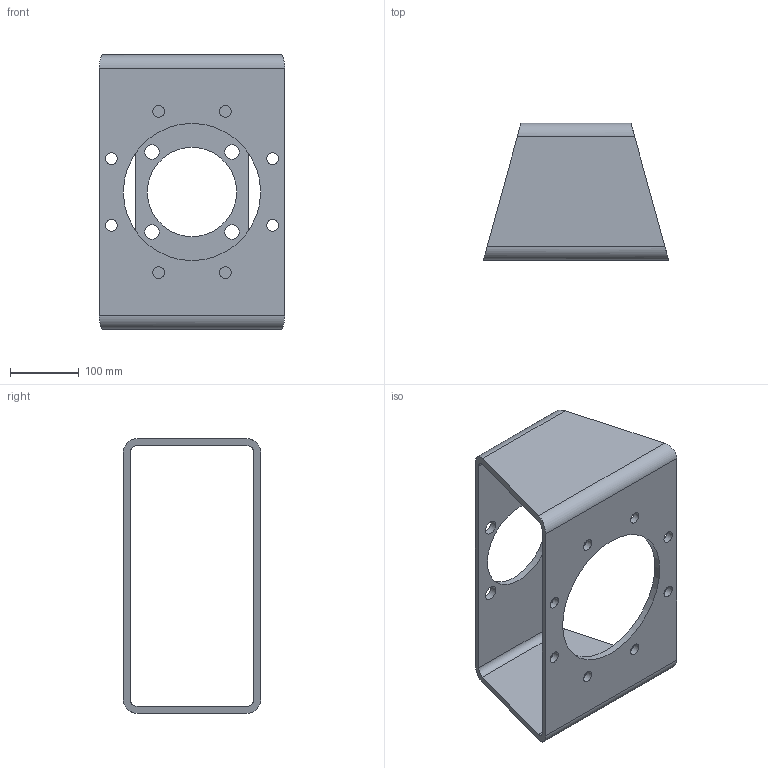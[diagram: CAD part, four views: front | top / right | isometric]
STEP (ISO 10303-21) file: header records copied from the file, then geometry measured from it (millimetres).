
FILE_DESCRIPTION(/* description */ ('STEP AP214'),/* implementation_level */ '2;1');
FILE_NAME(/* name */ '8082999_DARQ-B-F25-F16-R13',/* time_stamp */ '2024-08-14T15:48:50+02:00',/* author */ ('License CC BY-ND 4.0'),/* organization */ ('CADENAS'),/* preprocessor_version */ 'ST-DEVELOPER v19.3',/* originating_system */ 'PARTsolutions',/* authorisation */ ' ');
FILE_SCHEMA (('AUTOMOTIVE_DESIGN {1 0 10303 214 3 1 1}'));
Length unit declared in the file: millimetre
Products named in the file (1): 8082999 DARQ-B-F25-F16-R13---(high)
Bounding box: 270 x 200 x 400 mm (x, y, z)
Volume: 1959728.3 mm3; surface area: 432751.5 mm2
Topology: 1 solids, 1 shells, 32 faces, 90 edges, 60 vertices
Faces by surface type: cylinder 22, plane 10
Full cylindrical faces by diameter (mm): 17 x8, 21 x4, 130 x1, 200 x1
Entity records: 1078 total; most frequent: DIRECTION 186, CARTESIAN_POINT 169, ORIENTED_EDGE 152, AXIS2_PLACEMENT_3D 77, EDGE_CURVE 76, EDGE_LOOP 76, FACE_BOUND 76, VERTEX_POINT 60
